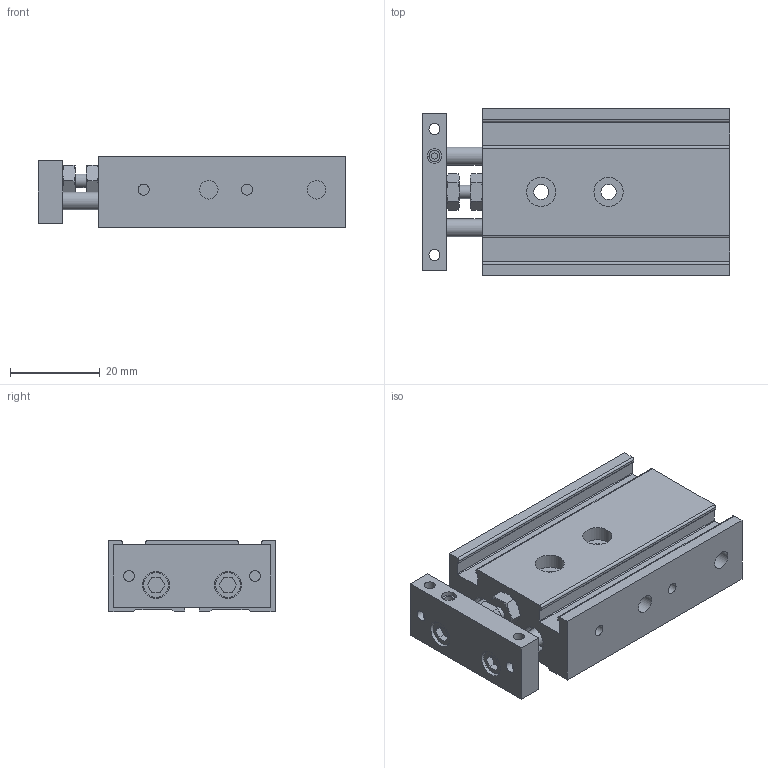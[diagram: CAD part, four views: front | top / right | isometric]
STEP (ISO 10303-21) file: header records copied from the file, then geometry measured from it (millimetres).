
FILE_DESCRIPTION( ( 'STEP AP203' ), '1' );
FILE_NAME( 'EXSM6X10-S-0().stp', '2021-10-12T02:22:47', ( 'License CC BY-ND 4.0' ), ( 'CADENAS' ), ' ', 'PARTsolutions', ' ' );
FILE_SCHEMA( ( 'CONFIG_CONTROL_DESIGN' ) );
Length unit declared in the file: millimetre
Products named in the file (4): EXSM6X10-S-0(); _EXSM6X10-S0-dummy(); _EXSM6X10-S-body(); _EXSM6X10-S-rod
Assembly tree (3 placements, depth 2):
  EXSM6X10-S-0()
    _EXSM6X10-S0-dummy()
    _EXSM6X10-S-body()
    _EXSM6X10-S-rod
Bounding box: 68.5 x 37 x 16 mm (x, y, z)
Volume: 29167.2 mm3; surface area: 15366.5 mm2
Topology: 2 solids, 2 shells, 201 faces, 457 edges, 297 vertices
Faces by surface type: plane 112, cylinder 65, cone 24
Full cylindrical faces by diameter (mm): 2.459 x13, 3 x3, 3.3 x1, 3.4 x2, 4 x4, 4.134 x4, 5.5 x2, 6 x8, 6.5 x2, 9 x2
Entity records: 5865 total; most frequent: CARTESIAN_POINT 1308, DIRECTION 920, ORIENTED_EDGE 824, EDGE_CURVE 412, AXIS2_PLACEMENT_3D 355, EDGE_LOOP 296, VERTEX_POINT 294, FACE_OUTER_BOUND 242
